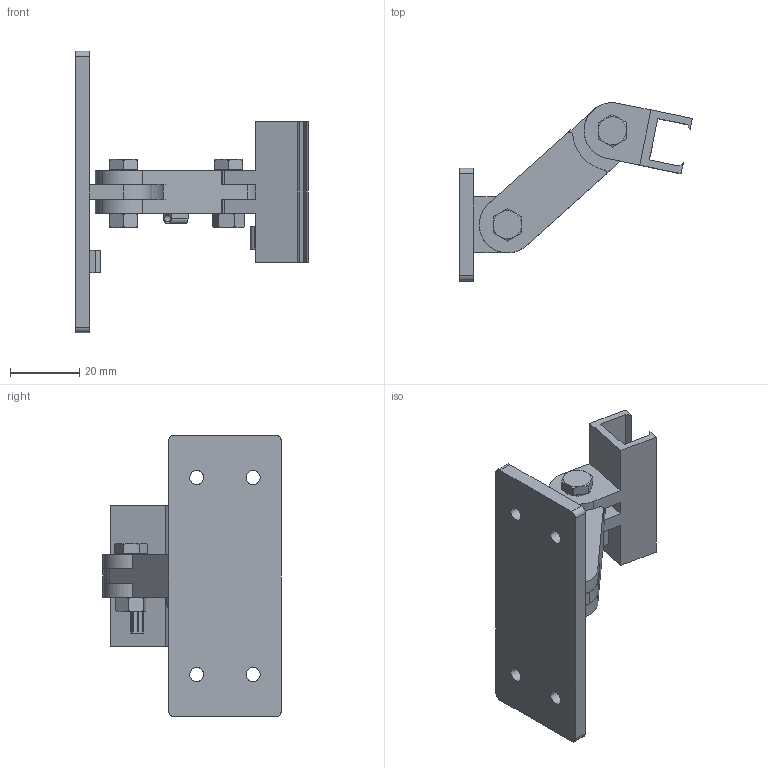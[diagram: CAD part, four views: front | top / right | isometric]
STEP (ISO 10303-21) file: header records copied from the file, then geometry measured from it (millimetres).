
FILE_DESCRIPTION(('FreeCAD Model'),'2;1');
FILE_NAME('Open CASCADE Shape Model','2025-05-02T00:54:30',('FreeCAD'),( 'FreeCAD'),'Open CASCADE STEP processor 7.6','FreeCAD','Unknown');
FILE_SCHEMA(('AUTOMOTIVE_DESIGN { 1 0 10303 214 1 1 1 1 }'));
Length unit declared in the file: millimetre
Products named in the file (1): Open CASCADE STEP translator 7.6 1
Bounding box: 67.19 x 51.51 x 81.26 mm (x, y, z)
Volume: 24941.4 mm3; surface area: 17204.2 mm2
Topology: 7 solids, 7 shells, 233 faces, 559 edges, 350 vertices
Faces by surface type: bspline 233
Entity records: 6894 total; most frequent: CARTESIAN_POINT 3613, ORIENTED_EDGE 1118, EDGE_CURVE 559, B_SPLINE_CURVE_WITH_KNOTS 351, VERTEX_POINT 350, FACE_BOUND 267, EDGE_LOOP 267, ADVANCED_FACE 233
